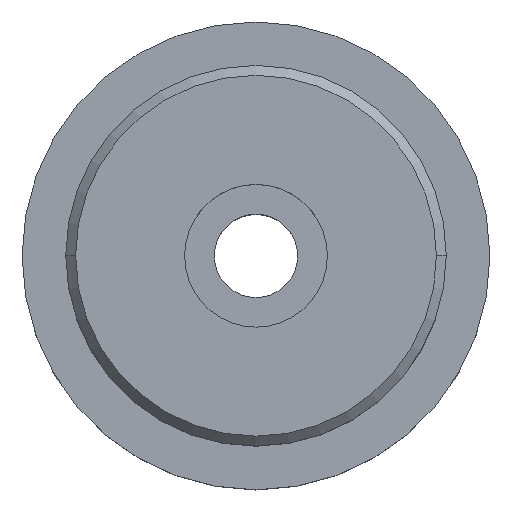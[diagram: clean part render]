
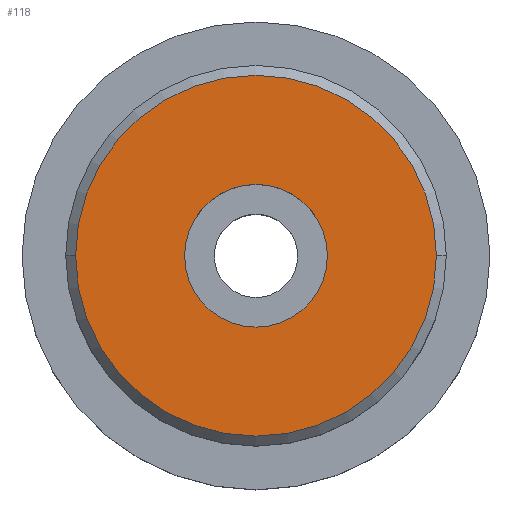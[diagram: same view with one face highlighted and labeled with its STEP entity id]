
A CAD part, top view. The second image highlights one B-rep face of the part: STEP entity #118.
In plain terms, the highlighted planar face has unit normal (0, 0, 1).
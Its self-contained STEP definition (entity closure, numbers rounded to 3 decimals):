
#112=EDGE_CURVE('',#204,#222,#279,.T.);
#118=ADVANCED_FACE('',(#286,#287),#288,.T.);
#172=EDGE_CURVE('',#216,#206,#352,.T.);
#196=EDGE_CURVE('',#206,#216,#377,.T.);
#204=VERTEX_POINT('',#385);
#206=VERTEX_POINT('',#387);
#208=EDGE_CURVE('',#222,#204,#389,.T.);
#216=VERTEX_POINT('',#397);
#222=VERTEX_POINT('',#403);
#279=CIRCLE('',#461,9.0);
#286=FACE_OUTER_BOUND('',#469,.T.);
#287=FACE_BOUND('',#470,.T.);
#288=PLANE('',#471);
#352=CIRCLE('',#553,22.75);
#377=CIRCLE('',#587,22.75);
#385=CARTESIAN_POINT('',(-9.0,0.,24.0));
#387=CARTESIAN_POINT('',(22.75,0.,24.0));
#389=CIRCLE('',#601,9.0);
#397=CARTESIAN_POINT('',(-22.75,0.,24.0));
#403=CARTESIAN_POINT('',(9.0,0.,24.0));
#461=AXIS2_PLACEMENT_3D('',#682,#683,#684);
#469=EDGE_LOOP('',(#697,#698));
#470=EDGE_LOOP('',(#699,#700));
#471=AXIS2_PLACEMENT_3D('',#701,#702,#703);
#553=AXIS2_PLACEMENT_3D('',#791,#792,#793);
#587=AXIS2_PLACEMENT_3D('',#815,#816,#817);
#601=AXIS2_PLACEMENT_3D('',#821,#822,#823);
#682=CARTESIAN_POINT('',(0.0,0.,24.0));
#683=DIRECTION('',(0.0,0.0,1.0));
#684=DIRECTION('',(-1.0,0.,0.0));
#697=ORIENTED_EDGE('',*,*,#172,.T.);
#698=ORIENTED_EDGE('',*,*,#196,.T.);
#699=ORIENTED_EDGE('',*,*,#112,.F.);
#700=ORIENTED_EDGE('',*,*,#208,.F.);
#701=CARTESIAN_POINT('',(-16.5,0.,24.0));
#702=DIRECTION('',(0.0,0.0,1.0));
#703=DIRECTION('',(-1.0,0.,0.0));
#791=CARTESIAN_POINT('',(0.0,0.,24.0));
#792=DIRECTION('',(0.0,0.0,1.0));
#793=DIRECTION('',(-1.0,0.,0.0));
#815=CARTESIAN_POINT('',(0.0,0.,24.0));
#816=DIRECTION('',(0.0,0.0,1.0));
#817=DIRECTION('',(-1.0,0.,0.0));
#821=CARTESIAN_POINT('',(0.0,0.,24.0));
#822=DIRECTION('',(0.0,0.0,1.0));
#823=DIRECTION('',(-1.0,0.,0.0));
